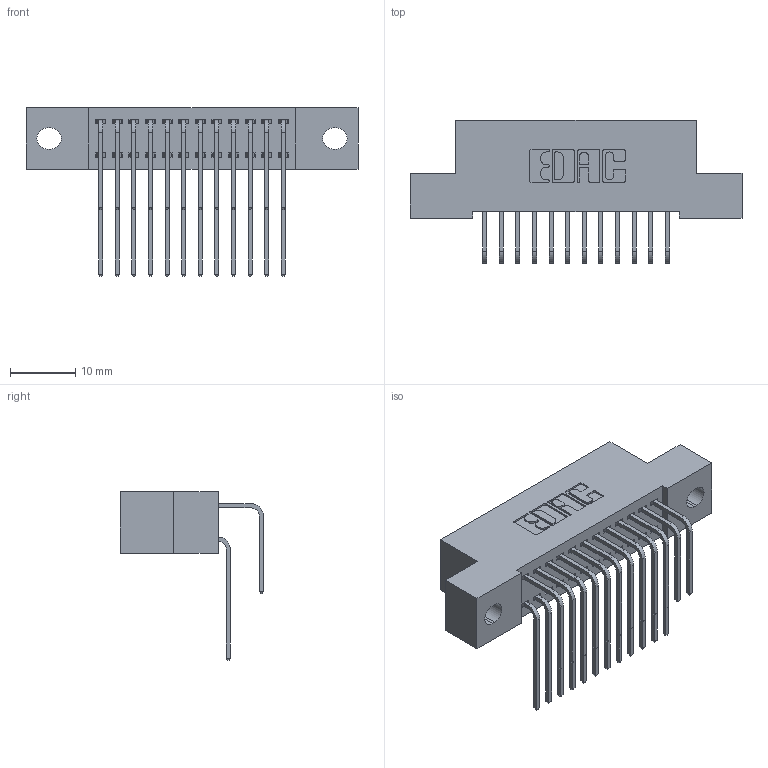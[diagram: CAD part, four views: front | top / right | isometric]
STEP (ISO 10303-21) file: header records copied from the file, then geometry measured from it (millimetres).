
FILE_DESCRIPTION (( 'STEP AP203' ), '1' );
FILE_NAME ('342-024-558-202.STEP', '2018-08-11T02:57:57', ( '' ), ( '' ), 'SwSTEP 2.0', 'SolidWorks 2016', '' );
FILE_SCHEMA (( 'CONFIG_CONTROL_DESIGN' ));
Length unit declared in the file: inch
Products named in the file (4): 345-292-001_558 559 Tail - 1; 342-024-558-202; 342 Part_.128 Slot; 345-292-001_558 Tail - 2
Assembly tree (25 placements, depth 2):
  342-024-558-202
    342 Part_.128 Slot
    345-292-001_558 559 Tail - 1  x12
    345-292-001_558 Tail - 2  x12
Bounding box: 50.8 x 21.91 x 25.78 mm (x, y, z)
Volume: 4508.7 mm3; surface area: 6985.6 mm2
Topology: 25 solids, 25 shells, 1410 faces, 4175 edges, 2750 vertices
Faces by surface type: plane 982, cylinder 428
Entity records: 13387 total; most frequent: CARTESIAN_POINT 2305, ORIENTED_EDGE 2190, DIRECTION 2003, EDGE_CURVE 1095, VECTOR 927, LINE 927, VERTEX_POINT 726, AXIS2_PLACEMENT_3D 538
